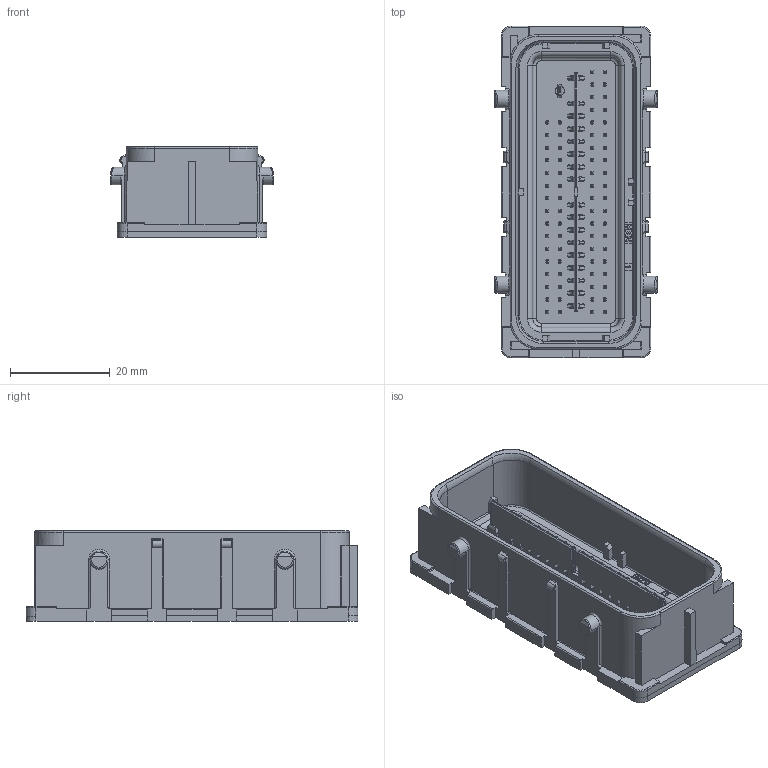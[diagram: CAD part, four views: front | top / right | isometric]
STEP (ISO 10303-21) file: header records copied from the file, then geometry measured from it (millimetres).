
FILE_DESCRIPTION(/* description */ (''),/* implementation_level */ '2;1');
FILE_NAME(/* name */ 'KeyC_Blue.stp',/* time_stamp */ '2016-03-30T15:51:59-04:00',/* author */ (''),/* organization */ (''),/* preprocessor_version */ 'ST-DEVELOPER v15',/* originating_system */ 'SIEMENS PLM Software NX 8.5',/* authorisation */ '');
FILE_SCHEMA (('CONFIG_CONTROL_DESIGN'));
Products named in the file (1): KeyC_Blue
Bounding box: 32.68 x 66.68 x 18.25 mm (x, y, z)
Volume: 10476.9 mm3; surface area: 12699.5 mm2
Topology: 1 solids, 1 shells, 4036 faces, 9833 edges, 5881 vertices
Faces by surface type: cylinder 1410, plane 1261, bspline 1054, cone 288, torus 19, extrusion 4
Entity records: 203124 total; most frequent: CARTESIAN_POINT 120702, ORIENTED_EDGE 19666, DIRECTION 12461, EDGE_CURVE 9833, VERTEX_POINT 5881, B_SPLINE_CURVE_WITH_KNOTS 4416, VECTOR 4291, LINE 4287
